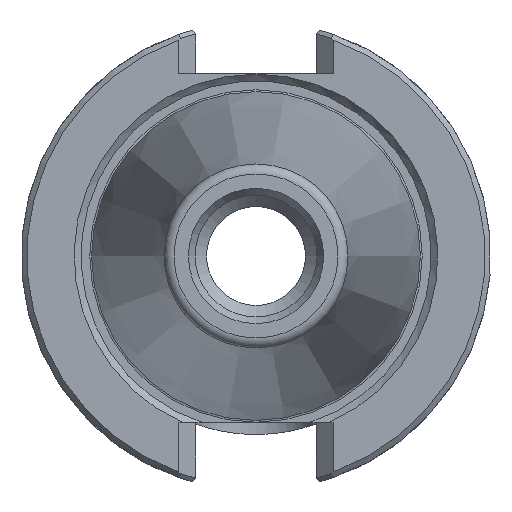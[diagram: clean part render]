
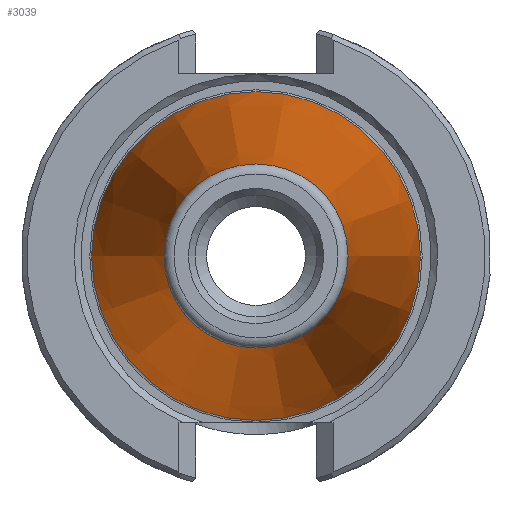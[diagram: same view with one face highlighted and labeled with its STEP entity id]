
A CAD part, left-side view. The second image highlights one B-rep face of the part: STEP entity #3039.
In plain terms, the highlighted conical face has half-angle 8.297 degrees and reference radius 17.248 mm.
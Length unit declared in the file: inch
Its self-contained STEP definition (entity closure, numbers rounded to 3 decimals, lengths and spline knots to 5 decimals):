
#2893=CARTESIAN_POINT('',(0.0,0.875,0.0));
#2894=VERTEX_POINT('',#2893);
#2895=CARTESIAN_POINT('',(0.0,0.0,0.0));
#2896=DIRECTION('',(1.0,0.,0.0));
#2897=DIRECTION('',(0.,1.0,0.0));
#2898=AXIS2_PLACEMENT_3D('',#2895,#2896,#2897);
#2899=CIRCLE('',#2898,0.875);
#2900=EDGE_CURVE('',#2894,#2894,#2899,.T.);
#3004=CARTESIAN_POINT('',(-2.64129,0.48982,0.));
#3005=VERTEX_POINT('',#3004);
#3006=CARTESIAN_POINT('',(-2.64129,0.,0.));
#3007=DIRECTION('',(-1.0,0.0,0.0));
#3008=DIRECTION('',(0.0,-1.0,0.0));
#3009=AXIS2_PLACEMENT_3D('',#3006,#3007,#3008);
#3010=CIRCLE('',#3009,0.48982);
#3011=EDGE_CURVE('',#3005,#3005,#3010,.T.);
#3028=CARTESIAN_POINT('',(-1.34375,0.0,0.0));
#3029=DIRECTION('',(1.0,0.0,0.0));
#3030=DIRECTION('',(0.,1.0,0.0));
#3031=AXIS2_PLACEMENT_3D('',#3028,#3029,#3030);
#3032=CONICAL_SURFACE('',#3031,0.67904,8.297);
#3033=ORIENTED_EDGE('',*,*,#2900,.F.);
#3034=EDGE_LOOP('',(#3033));
#3035=FACE_OUTER_BOUND('',#3034,.T.);
#3036=ORIENTED_EDGE('',*,*,#3011,.F.);
#3037=EDGE_LOOP('',(#3036));
#3038=FACE_BOUND('',#3037,.T.);
#3039=ADVANCED_FACE('',(#3035,#3038),#3032,.T.);
